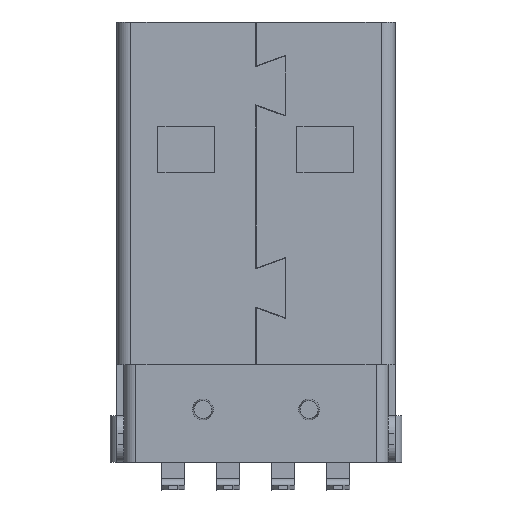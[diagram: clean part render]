
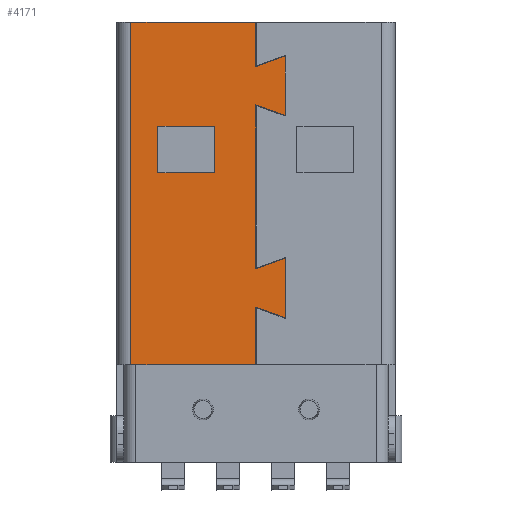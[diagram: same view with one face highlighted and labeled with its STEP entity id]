
A CAD part, front view. The second image highlights one B-rep face of the part: STEP entity #4171.
In plain terms, the highlighted face is planar.
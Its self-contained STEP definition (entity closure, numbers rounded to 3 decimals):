
#73=FACE_BOUND('',#654,.T.);
#209=PLANE('',#4486);
#422=FACE_OUTER_BOUND('',#653,.T.);
#653=EDGE_LOOP('',(#3610,#3611,#3612,#3613,#3614,#3615,#3616,#3617,#3618,
#3619,#3620,#3621,#3622,#3623,#3624,#3625,#3626,#3627,#3628,#3629));
#654=EDGE_LOOP('',(#3630,#3631,#3632,#3633));
#1087=LINE('',#6550,#1597);
#1091=LINE('',#6559,#1601);
#1095=LINE('',#6569,#1605);
#1111=LINE('',#6606,#1621);
#1112=LINE('',#6608,#1622);
#1113=LINE('',#6610,#1623);
#1114=LINE('',#6612,#1624);
#1115=LINE('',#6616,#1625);
#1116=LINE('',#6620,#1626);
#1117=LINE('',#6622,#1627);
#1118=LINE('',#6624,#1628);
#1119=LINE('',#6626,#1629);
#1120=LINE('',#6628,#1630);
#1121=LINE('',#6630,#1631);
#1122=LINE('',#6632,#1632);
#1123=LINE('',#6633,#1633);
#1124=LINE('',#6636,#1634);
#1125=LINE('',#6638,#1635);
#1126=LINE('',#6640,#1636);
#1127=LINE('',#6641,#1637);
#1597=VECTOR('',#5349,10.);
#1601=VECTOR('',#5355,10.);
#1605=VECTOR('',#5367,10.);
#1621=VECTOR('',#5393,10.);
#1622=VECTOR('',#5394,10.);
#1623=VECTOR('',#5395,10.);
#1624=VECTOR('',#5396,10.);
#1625=VECTOR('',#5399,10.);
#1626=VECTOR('',#5402,10.);
#1627=VECTOR('',#5403,10.);
#1628=VECTOR('',#5404,10.);
#1629=VECTOR('',#5405,10.);
#1630=VECTOR('',#5406,10.);
#1631=VECTOR('',#5407,0.432);
#1632=VECTOR('',#5408,10.);
#1633=VECTOR('',#5409,10.);
#1634=VECTOR('',#5410,10.);
#1635=VECTOR('',#5411,10.);
#1636=VECTOR('',#5412,10.);
#1637=VECTOR('',#5413,10.);
#1801=CIRCLE('',#4475,0.031);
#1803=CIRCLE('',#4480,0.031);
#1806=CIRCLE('',#4487,0.031);
#1807=CIRCLE('',#4488,0.031);
#2102=VERTEX_POINT('',#6541);
#2103=VERTEX_POINT('',#6543);
#2105=VERTEX_POINT('',#6549);
#2108=VERTEX_POINT('',#6556);
#2109=VERTEX_POINT('',#6558);
#2111=VERTEX_POINT('',#6564);
#2127=VERTEX_POINT('',#6605);
#2128=VERTEX_POINT('',#6607);
#2129=VERTEX_POINT('',#6609);
#2130=VERTEX_POINT('',#6611);
#2131=VERTEX_POINT('',#6613);
#2132=VERTEX_POINT('',#6615);
#2133=VERTEX_POINT('',#6617);
#2134=VERTEX_POINT('',#6619);
#2135=VERTEX_POINT('',#6621);
#2136=VERTEX_POINT('',#6623);
#2137=VERTEX_POINT('',#6625);
#2138=VERTEX_POINT('',#6627);
#2139=VERTEX_POINT('',#6629);
#2140=VERTEX_POINT('',#6631);
#2141=VERTEX_POINT('',#6634);
#2142=VERTEX_POINT('',#6635);
#2143=VERTEX_POINT('',#6637);
#2144=VERTEX_POINT('',#6639);
#2614=EDGE_CURVE('',#2103,#2102,#1801,.T.);
#2617=EDGE_CURVE('',#2105,#2103,#1087,.T.);
#2621=EDGE_CURVE('',#2109,#2108,#1091,.T.);
#2624=EDGE_CURVE('',#2111,#2109,#1803,.T.);
#2627=EDGE_CURVE('',#2102,#2111,#1095,.T.);
#2645=EDGE_CURVE('',#2127,#2108,#1111,.T.);
#2646=EDGE_CURVE('',#2127,#2128,#1112,.T.);
#2647=EDGE_CURVE('',#2129,#2128,#1113,.T.);
#2648=EDGE_CURVE('',#2129,#2130,#1114,.T.);
#2649=EDGE_CURVE('',#2130,#2131,#1806,.T.);
#2650=EDGE_CURVE('',#2131,#2132,#1115,.T.);
#2651=EDGE_CURVE('',#2132,#2133,#1807,.T.);
#2652=EDGE_CURVE('',#2133,#2134,#1116,.T.);
#2653=EDGE_CURVE('',#2135,#2134,#1117,.T.);
#2654=EDGE_CURVE('',#2135,#2136,#1118,.T.);
#2655=EDGE_CURVE('',#2136,#2137,#1119,.T.);
#2656=EDGE_CURVE('',#2137,#2138,#1120,.T.);
#2657=EDGE_CURVE('',#2138,#2139,#1121,.T.);
#2658=EDGE_CURVE('',#2139,#2140,#1122,.T.);
#2659=EDGE_CURVE('',#2105,#2140,#1123,.T.);
#2660=EDGE_CURVE('',#2141,#2142,#1124,.T.);
#2661=EDGE_CURVE('',#2142,#2143,#1125,.T.);
#2662=EDGE_CURVE('',#2143,#2144,#1126,.T.);
#2663=EDGE_CURVE('',#2144,#2141,#1127,.T.);
#3610=ORIENTED_EDGE('',*,*,#2617,.T.);
#3611=ORIENTED_EDGE('',*,*,#2614,.T.);
#3612=ORIENTED_EDGE('',*,*,#2627,.T.);
#3613=ORIENTED_EDGE('',*,*,#2624,.T.);
#3614=ORIENTED_EDGE('',*,*,#2621,.T.);
#3615=ORIENTED_EDGE('',*,*,#2645,.F.);
#3616=ORIENTED_EDGE('',*,*,#2646,.T.);
#3617=ORIENTED_EDGE('',*,*,#2647,.F.);
#3618=ORIENTED_EDGE('',*,*,#2648,.T.);
#3619=ORIENTED_EDGE('',*,*,#2649,.T.);
#3620=ORIENTED_EDGE('',*,*,#2650,.T.);
#3621=ORIENTED_EDGE('',*,*,#2651,.T.);
#3622=ORIENTED_EDGE('',*,*,#2652,.T.);
#3623=ORIENTED_EDGE('',*,*,#2653,.F.);
#3624=ORIENTED_EDGE('',*,*,#2654,.T.);
#3625=ORIENTED_EDGE('',*,*,#2655,.T.);
#3626=ORIENTED_EDGE('',*,*,#2656,.T.);
#3627=ORIENTED_EDGE('',*,*,#2657,.T.);
#3628=ORIENTED_EDGE('',*,*,#2658,.T.);
#3629=ORIENTED_EDGE('',*,*,#2659,.F.);
#3630=ORIENTED_EDGE('',*,*,#2660,.T.);
#3631=ORIENTED_EDGE('',*,*,#2661,.T.);
#3632=ORIENTED_EDGE('',*,*,#2662,.T.);
#3633=ORIENTED_EDGE('',*,*,#2663,.T.);
#4171=ADVANCED_FACE('',(#422,#73),#209,.T.);
#4475=AXIS2_PLACEMENT_3D('',#6544,#5343,#5344);
#4480=AXIS2_PLACEMENT_3D('',#6565,#5361,#5362);
#4486=AXIS2_PLACEMENT_3D('',#6604,#5391,#5392);
#4487=AXIS2_PLACEMENT_3D('',#6614,#5397,#5398);
#4488=AXIS2_PLACEMENT_3D('',#6618,#5400,#5401);
#5343=DIRECTION('center_axis',(0.,1.,0.));
#5344=DIRECTION('ref_axis',(0.542,0.,-0.841));
#5349=DIRECTION('',(-0.94,0.,-0.342));
#5355=DIRECTION('',(0.94,0.,-0.342));
#5361=DIRECTION('center_axis',(0.,1.,0.));
#5362=DIRECTION('ref_axis',(-1.,0.,0.));
#5367=DIRECTION('',(0.,0.,1.));
#5391=DIRECTION('center_axis',(0.,1.,0.));
#5392=DIRECTION('ref_axis',(0.,0.,
-1.));
#5393=DIRECTION('',(-0.943,0.,0.334));
#5394=DIRECTION('',(0.,0.,1.));
#5395=DIRECTION('',(0.938,0.,0.345));
#5396=DIRECTION('',(-0.94,0.,-0.342));
#5397=DIRECTION('center_axis',(0.,1.,0.));
#5398=DIRECTION('ref_axis',(0.542,0.,-0.841));
#5399=DIRECTION('',(0.,0.,1.));
#5400=DIRECTION('center_axis',(0.,1.,0.));
#5401=DIRECTION('ref_axis',(-1.,0.,0.));
#5402=DIRECTION('',(0.94,0.,-0.342));
#5403=DIRECTION('',(-0.943,0.,0.334));
#5404=DIRECTION('',(0.,0.,1.));
#5405=DIRECTION('',(1.,0.,0.));
#5406=DIRECTION('',(0.,0.,-1.));
#5407=DIRECTION('',(-1.,0.,0.));
#5408=DIRECTION('',(0.,0.,1.));
#5409=DIRECTION('',(0.938,0.,0.345));
#5410=DIRECTION('',(0.,0.,1.));
#5411=DIRECTION('',(-1.,0.,0.));
#5412=DIRECTION('',(0.,0.,-1.));
#5413=DIRECTION('',(1.,0.,0.));
#6541=CARTESIAN_POINT('',(-1.272,4.35,-3.23));
#6543=CARTESIAN_POINT('',(-1.224,4.35,-3.256));
#6544=CARTESIAN_POINT('Origin',(-1.241,4.35,-3.23));
#6549=CARTESIAN_POINT('',(-0.009,4.35,-2.813));
#6550=CARTESIAN_POINT('',(2.128,4.35,-2.035));
#6556=CARTESIAN_POINT('',(-0.009,4.35,-1.146));
#6558=CARTESIAN_POINT('',(-1.231,4.35,-0.701));
#6559=CARTESIAN_POINT('',(0.206,4.35,-1.224));
#6564=CARTESIAN_POINT('',(-1.272,4.35,-0.73));
#6565=CARTESIAN_POINT('Origin',(-1.241,4.35,-0.73));
#6569=CARTESIAN_POINT('',(-1.272,4.35,-0.565));
#6604=CARTESIAN_POINT('Origin',(3.044,4.35,2.1));
#6605=CARTESIAN_POINT('',(0.009,4.35,-1.152));
#6606=CARTESIAN_POINT('',(0.009,4.35,-1.152));
#6607=CARTESIAN_POINT('',(0.009,4.35,5.923));
#6608=CARTESIAN_POINT('',(0.009,4.35,9.5));
#6609=CARTESIAN_POINT('',(-0.009,4.35,5.917));
#6610=CARTESIAN_POINT('',(-0.009,4.35,5.917));
#6611=CARTESIAN_POINT('',(-1.224,4.35,5.474));
#6612=CARTESIAN_POINT('',(0.726,4.35,6.184));
#6613=CARTESIAN_POINT('',(-1.272,4.35,5.5));
#6614=CARTESIAN_POINT('Origin',(-1.241,4.35,5.5));
#6615=CARTESIAN_POINT('',(-1.272,4.35,8.));
#6616=CARTESIAN_POINT('',(-1.272,4.35,3.8));
#6617=CARTESIAN_POINT('',(-1.231,4.35,8.029));
#6618=CARTESIAN_POINT('Origin',(-1.241,4.35,8.));
#6619=CARTESIAN_POINT('',(-0.009,4.35,7.584));
#6620=CARTESIAN_POINT('',(1.609,4.35,6.995));
#6621=CARTESIAN_POINT('',(0.009,4.35,7.578));
#6622=CARTESIAN_POINT('',(0.009,4.35,7.578));
#6623=CARTESIAN_POINT('',(0.009,4.35,9.5));
#6624=CARTESIAN_POINT('',(0.009,4.35,9.5));
#6625=CARTESIAN_POINT('',(5.4,4.35,9.5));
#6626=CARTESIAN_POINT('',(5.4,4.35,9.5));
#6627=CARTESIAN_POINT('',(5.4,4.35,-5.3));
#6628=CARTESIAN_POINT('',(5.4,4.35,2.1));
#6629=CARTESIAN_POINT('',(0.009,4.35,-5.3));
#6630=CARTESIAN_POINT('',(6.757,4.35,-5.3));
#6631=CARTESIAN_POINT('',(0.009,4.35,-2.807));
#6632=CARTESIAN_POINT('',(0.009,4.35,9.5));
#6633=CARTESIAN_POINT('',(-0.009,4.35,-2.813));
#6634=CARTESIAN_POINT('',(4.234,4.35,3.));
#6635=CARTESIAN_POINT('',(4.234,4.35,5.));
#6636=CARTESIAN_POINT('',(4.234,4.35,2.55));
#6637=CARTESIAN_POINT('',(1.784,4.35,5.));
#6638=CARTESIAN_POINT('',(3.639,4.35,5.));
#6639=CARTESIAN_POINT('',(1.784,4.35,3.));
#6640=CARTESIAN_POINT('',(1.784,4.35,3.55));
#6641=CARTESIAN_POINT('',(2.414,4.35,3.));
